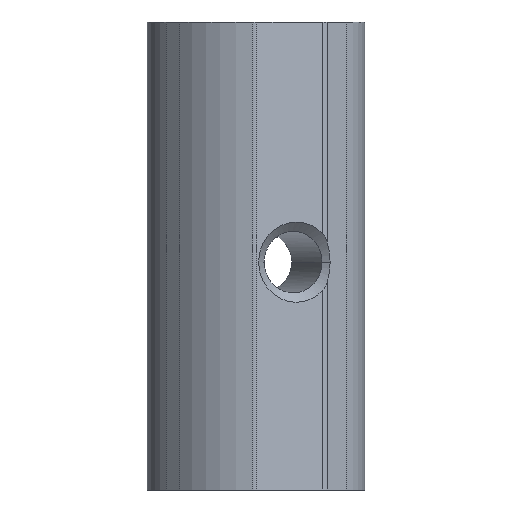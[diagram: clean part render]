
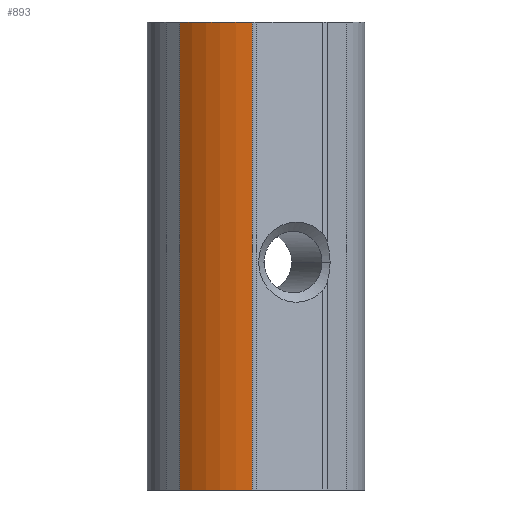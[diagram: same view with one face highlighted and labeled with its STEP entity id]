
A CAD part, front view. The second image highlights one B-rep face of the part: STEP entity #893.
In plain terms, the highlighted cylindrical face has radius 8.85 mm (diameter 17.7 mm), a partial arc.
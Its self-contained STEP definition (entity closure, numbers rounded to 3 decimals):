
#6 = CARTESIAN_POINT ( 'NONE',  ( -0.393, -8.841, -19. ) ) ;
#11 = DIRECTION ( 'NONE',  ( 1., 0., 0. ) ) ;
#12 = VERTEX_POINT ( 'NONE', #353 ) ;
#46 = VERTEX_POINT ( 'NONE', #210 ) ;
#77 = CARTESIAN_POINT ( 'NONE',  ( -6.258, -6.258, -19. ) ) ;
#121 = VERTEX_POINT ( 'NONE', #487 ) ;
#142 = ORIENTED_EDGE ( 'NONE', *, *, #221, .F. ) ;
#144 = LINE ( 'NONE', #77, #737 ) ;
#207 = EDGE_CURVE ( 'NONE', #121, #12, #685, .T. ) ;
#210 = CARTESIAN_POINT ( 'NONE',  ( -6.258, -6.258, 19. ) ) ;
#221 = EDGE_CURVE ( 'NONE', #46, #12, #740, .T. ) ;
#229 = DIRECTION ( 'NONE',  ( 0., 0., 1. ) ) ;
#242 = DIRECTION ( 'NONE',  ( 0., 0., 1. ) ) ;
#316 = DIRECTION ( 'NONE',  ( 1., 0., 0. ) ) ;
#325 = CYLINDRICAL_SURFACE ( 'NONE', #564, 8.85 ) ;
#353 = CARTESIAN_POINT ( 'NONE',  ( -0.393, -8.841, 19. ) ) ;
#385 = ORIENTED_EDGE ( 'NONE', *, *, #774, .F. ) ;
#426 = ORIENTED_EDGE ( 'NONE', *, *, #207, .T. ) ;
#487 = CARTESIAN_POINT ( 'NONE',  ( -0.393, -8.841, -19. ) ) ;
#490 = CARTESIAN_POINT ( 'NONE',  ( 0., 0., 19. ) ) ;
#512 = EDGE_CURVE ( 'NONE', #607, #121, #688, .T. ) ;
#522 = DIRECTION ( 'NONE',  ( 0., 0., 1. ) ) ;
#564 = AXIS2_PLACEMENT_3D ( 'NONE', #695, #627, #316 ) ;
#581 = EDGE_LOOP ( 'NONE', ( #142, #385, #924, #426 ) ) ;
#607 = VERTEX_POINT ( 'NONE', #883 ) ;
#627 = DIRECTION ( 'NONE',  ( 0., 0., 1. ) ) ;
#654 = VECTOR ( 'NONE', #242, 1000. ) ;
#685 = LINE ( 'NONE', #6, #654 ) ;
#688 = CIRCLE ( 'NONE', #949, 8.85 ) ;
#693 = DIRECTION ( 'NONE',  ( 0., 0., 1. ) ) ;
#695 = CARTESIAN_POINT ( 'NONE',  ( 0., 0., -19. ) ) ;
#737 = VECTOR ( 'NONE', #229, 1000. ) ;
#740 = CIRCLE ( 'NONE', #912, 8.85 ) ;
#746 = CARTESIAN_POINT ( 'NONE',  ( 0., 0., -19. ) ) ;
#774 = EDGE_CURVE ( 'NONE', #607, #46, #144, .T. ) ;
#796 = FACE_OUTER_BOUND ( 'NONE', #581, .T. ) ;
#828 = DIRECTION ( 'NONE',  ( 1., 0., 0. ) ) ;
#883 = CARTESIAN_POINT ( 'NONE',  ( -6.258, -6.258, -19. ) ) ;
#893 = ADVANCED_FACE ( 'NONE', ( #796 ), #325, .T. ) ;
#912 = AXIS2_PLACEMENT_3D ( 'NONE', #490, #693, #11 ) ;
#924 = ORIENTED_EDGE ( 'NONE', *, *, #512, .T. ) ;
#949 = AXIS2_PLACEMENT_3D ( 'NONE', #746, #522, #828 ) ;
